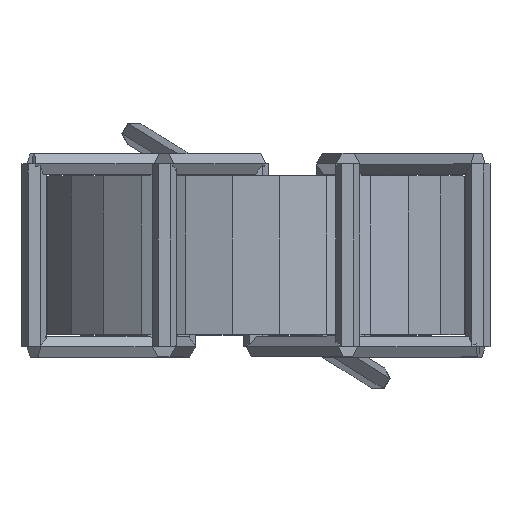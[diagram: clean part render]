
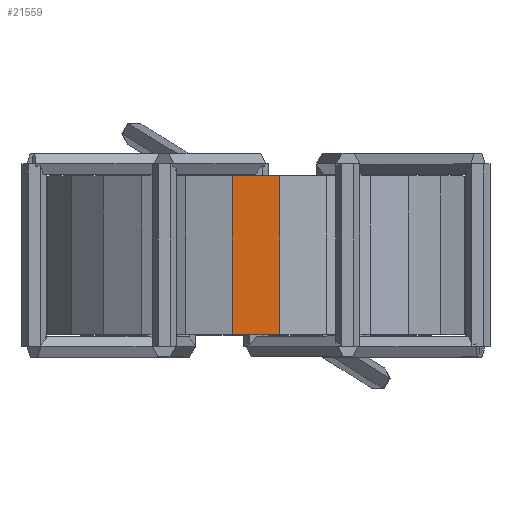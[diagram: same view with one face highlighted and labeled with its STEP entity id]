
A CAD part, top view. The second image highlights one B-rep face of the part: STEP entity #21559.
In plain terms, the highlighted planar face has unit normal (0, 0, 1).
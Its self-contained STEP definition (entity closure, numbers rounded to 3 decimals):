
#18008 = PLANE('',#18009);
#18009 = AXIS2_PLACEMENT_3D('',#18010,#18011,#18012);
#18010 = CARTESIAN_POINT('',(0.,-1.65,5.75));
#18011 = DIRECTION('',(0.,-1.,0.));
#18012 = DIRECTION('',(1.,0.,0.));
#18062 = PLANE('',#18063);
#18063 = AXIS2_PLACEMENT_3D('',#18064,#18065,#18066);
#18064 = CARTESIAN_POINT('',(0.,1.65,5.75));
#18065 = DIRECTION('',(0.,-1.,0.));
#18066 = DIRECTION('',(1.,0.,0.));
#18324 = VERTEX_POINT('',#18325);
#18325 = CARTESIAN_POINT('',(0.497,1.65,10.474));
#18339 = PLANE('',#18340);
#18340 = AXIS2_PLACEMENT_3D('',#18341,#18342,#18343);
#18341 = CARTESIAN_POINT('',(1.468,1.65,10.268));
#18342 = DIRECTION('',(-0.208,0.,
    -0.978));
#18343 = DIRECTION('',(-0.978,0.,0.208
    ));
#18351 = EDGE_CURVE('',#18324,#18352,#18354,.T.);
#18352 = VERTEX_POINT('',#18353);
#18353 = CARTESIAN_POINT('',(-0.497,1.65,10.474));
#18354 = SURFACE_CURVE('',#18355,(#18359,#18366),.PCURVE_S1.);
#18355 = LINE('',#18356,#18357);
#18356 = CARTESIAN_POINT('',(0.497,1.65,10.474));
#18357 = VECTOR('',#18358,1.);
#18358 = DIRECTION('',(-1.,0.,0.));
#18359 = PCURVE('',#18062,#18360);
#18360 = DEFINITIONAL_REPRESENTATION('',(#18361),#18365);
#18361 = LINE('',#18362,#18363);
#18362 = CARTESIAN_POINT('',(0.497,4.724));
#18363 = VECTOR('',#18364,1.);
#18364 = DIRECTION('',(-1.,0.));
#18365 = ( GEOMETRIC_REPRESENTATION_CONTEXT(2) 
PARAMETRIC_REPRESENTATION_CONTEXT() REPRESENTATION_CONTEXT('2D SPACE',''
  ) );
#18366 = PCURVE('',#18367,#18372);
#18367 = PLANE('',#18368);
#18368 = AXIS2_PLACEMENT_3D('',#18369,#18370,#18371);
#18369 = CARTESIAN_POINT('',(0.497,1.65,10.474));
#18370 = DIRECTION('',(0.,0.,-1.));
#18371 = DIRECTION('',(-1.,0.,0.));
#18372 = DEFINITIONAL_REPRESENTATION('',(#18373),#18377);
#18373 = LINE('',#18374,#18375);
#18374 = CARTESIAN_POINT('',(0.,-0.));
#18375 = VECTOR('',#18376,1.);
#18376 = DIRECTION('',(1.,0.));
#18377 = ( GEOMETRIC_REPRESENTATION_CONTEXT(2) 
PARAMETRIC_REPRESENTATION_CONTEXT() REPRESENTATION_CONTEXT('2D SPACE',''
  ) );
#18395 = PLANE('',#18396);
#18396 = AXIS2_PLACEMENT_3D('',#18397,#18398,#18399);
#18397 = CARTESIAN_POINT('',(-0.497,1.65,10.474));
#18398 = DIRECTION('',(0.208,0.,
    -0.978));
#18399 = DIRECTION('',(-0.978,0.,
    -0.208));
#19913 = VERTEX_POINT('',#19914);
#19914 = CARTESIAN_POINT('',(0.497,-1.65,10.474));
#19935 = EDGE_CURVE('',#19913,#19936,#19938,.T.);
#19936 = VERTEX_POINT('',#19937);
#19937 = CARTESIAN_POINT('',(-0.497,-1.65,10.474));
#19938 = SURFACE_CURVE('',#19939,(#19943,#19950),.PCURVE_S1.);
#19939 = LINE('',#19940,#19941);
#19940 = CARTESIAN_POINT('',(0.497,-1.65,10.474));
#19941 = VECTOR('',#19942,1.);
#19942 = DIRECTION('',(-1.,0.,0.));
#19943 = PCURVE('',#18008,#19944);
#19944 = DEFINITIONAL_REPRESENTATION('',(#19945),#19949);
#19945 = LINE('',#19946,#19947);
#19946 = CARTESIAN_POINT('',(0.497,4.724));
#19947 = VECTOR('',#19948,1.);
#19948 = DIRECTION('',(-1.,0.));
#19949 = ( GEOMETRIC_REPRESENTATION_CONTEXT(2) 
PARAMETRIC_REPRESENTATION_CONTEXT() REPRESENTATION_CONTEXT('2D SPACE',''
  ) );
#19950 = PCURVE('',#18367,#19951);
#19951 = DEFINITIONAL_REPRESENTATION('',(#19952),#19956);
#19952 = LINE('',#19953,#19954);
#19953 = CARTESIAN_POINT('',(0.,-3.3));
#19954 = VECTOR('',#19955,1.);
#19955 = DIRECTION('',(1.,0.));
#19956 = ( GEOMETRIC_REPRESENTATION_CONTEXT(2) 
PARAMETRIC_REPRESENTATION_CONTEXT() REPRESENTATION_CONTEXT('2D SPACE',''
  ) );
#21511 = EDGE_CURVE('',#18324,#19913,#21512,.T.);
#21512 = SURFACE_CURVE('',#21513,(#21517,#21524),.PCURVE_S1.);
#21513 = LINE('',#21514,#21515);
#21514 = CARTESIAN_POINT('',(0.497,1.65,10.474));
#21515 = VECTOR('',#21516,1.);
#21516 = DIRECTION('',(0.,-1.,0.));
#21517 = PCURVE('',#18339,#21518);
#21518 = DEFINITIONAL_REPRESENTATION('',(#21519),#21523);
#21519 = LINE('',#21520,#21521);
#21520 = CARTESIAN_POINT('',(0.993,0.));
#21521 = VECTOR('',#21522,1.);
#21522 = DIRECTION('',(0.,-1.));
#21523 = ( GEOMETRIC_REPRESENTATION_CONTEXT(2) 
PARAMETRIC_REPRESENTATION_CONTEXT() REPRESENTATION_CONTEXT('2D SPACE',''
  ) );
#21524 = PCURVE('',#18367,#21525);
#21525 = DEFINITIONAL_REPRESENTATION('',(#21526),#21530);
#21526 = LINE('',#21527,#21528);
#21527 = CARTESIAN_POINT('',(0.,-0.));
#21528 = VECTOR('',#21529,1.);
#21529 = DIRECTION('',(0.,-1.));
#21530 = ( GEOMETRIC_REPRESENTATION_CONTEXT(2) 
PARAMETRIC_REPRESENTATION_CONTEXT() REPRESENTATION_CONTEXT('2D SPACE',''
  ) );
#21559 = ADVANCED_FACE('',(#21560),#18367,.F.);
#21560 = FACE_BOUND('',#21561,.F.);
#21561 = EDGE_LOOP('',(#21562,#21563,#21564,#21585));
#21562 = ORIENTED_EDGE('',*,*,#21511,.T.);
#21563 = ORIENTED_EDGE('',*,*,#19935,.T.);
#21564 = ORIENTED_EDGE('',*,*,#21565,.F.);
#21565 = EDGE_CURVE('',#18352,#19936,#21566,.T.);
#21566 = SURFACE_CURVE('',#21567,(#21571,#21578),.PCURVE_S1.);
#21567 = LINE('',#21568,#21569);
#21568 = CARTESIAN_POINT('',(-0.497,1.65,10.474));
#21569 = VECTOR('',#21570,1.);
#21570 = DIRECTION('',(0.,-1.,0.));
#21571 = PCURVE('',#18367,#21572);
#21572 = DEFINITIONAL_REPRESENTATION('',(#21573),#21577);
#21573 = LINE('',#21574,#21575);
#21574 = CARTESIAN_POINT('',(0.993,0.));
#21575 = VECTOR('',#21576,1.);
#21576 = DIRECTION('',(0.,-1.));
#21577 = ( GEOMETRIC_REPRESENTATION_CONTEXT(2) 
PARAMETRIC_REPRESENTATION_CONTEXT() REPRESENTATION_CONTEXT('2D SPACE',''
  ) );
#21578 = PCURVE('',#18395,#21579);
#21579 = DEFINITIONAL_REPRESENTATION('',(#21580),#21584);
#21580 = LINE('',#21581,#21582);
#21581 = CARTESIAN_POINT('',(0.,0.));
#21582 = VECTOR('',#21583,1.);
#21583 = DIRECTION('',(0.,-1.));
#21584 = ( GEOMETRIC_REPRESENTATION_CONTEXT(2) 
PARAMETRIC_REPRESENTATION_CONTEXT() REPRESENTATION_CONTEXT('2D SPACE',''
  ) );
#21585 = ORIENTED_EDGE('',*,*,#18351,.F.);
